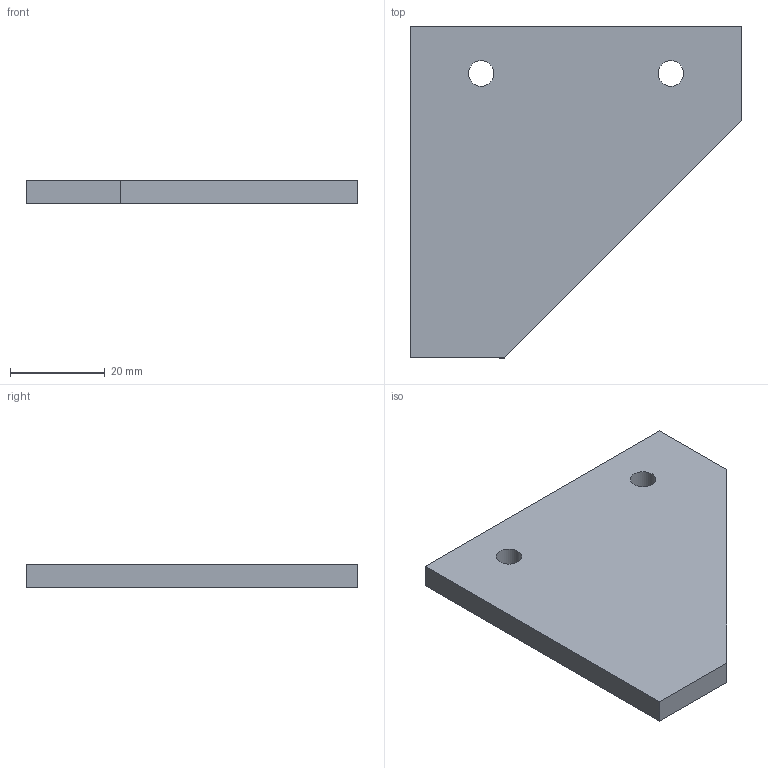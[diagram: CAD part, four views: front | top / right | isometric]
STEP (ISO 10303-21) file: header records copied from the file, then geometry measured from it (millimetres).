
FILE_DESCRIPTION(/* description */ (''),/* implementation_level */ '2;1');
FILE_NAME(/* name */ 'feet_ed.step',/* time_stamp */ '2026-02-27T17:28:04+03:00',/* author */ (''),/* organization */ (''),/* preprocessor_version */ 'ST-DEVELOPER v20.1',/* originating_system */ 'Autodesk Translation Framework v14.24.0.0',/* authorisation */ '');
FILE_SCHEMA (('AUTOMOTIVE_DESIGN { 1 0 10303 214 3 1 1 }'));
Length unit declared in the file: millimetre
Products named in the file (1): feet_ed
Bounding box: 70 x 70 x 5 mm (x, y, z)
Volume: 18021 mm3; surface area: 8631.6 mm2
Topology: 1 solids, 1 shells, 9 faces, 21 edges, 14 vertices
Faces by surface type: plane 7, cylinder 2
Full cylindrical faces by diameter (mm): 5.4 x2
Entity records: 300 total; most frequent: DIRECTION 45, CARTESIAN_POINT 45, ORIENTED_EDGE 42, EDGE_CURVE 21, LINE 17, VECTOR 17, VERTEX_POINT 14, AXIS2_PLACEMENT_3D 14
